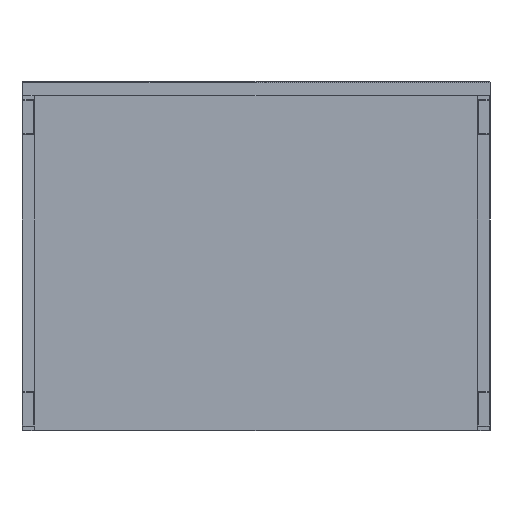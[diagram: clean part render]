
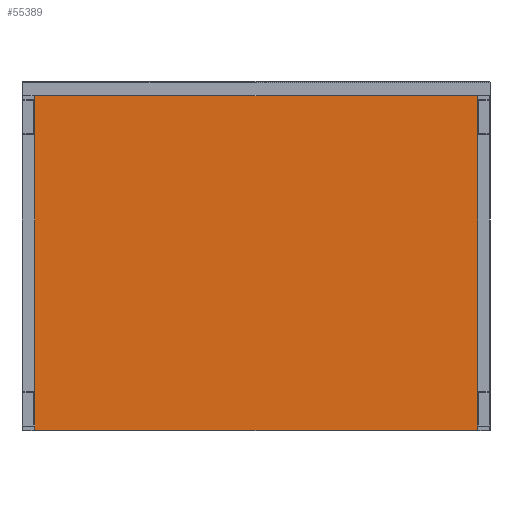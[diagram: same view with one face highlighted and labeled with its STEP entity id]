
A CAD part, front view. The second image highlights one B-rep face of the part: STEP entity #55389.
In plain terms, the highlighted planar face has unit normal (0, -1, 0).
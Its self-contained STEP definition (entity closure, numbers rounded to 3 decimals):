
#3023 = EDGE_CURVE ( 'NONE', #47071, #18211, #101660, .T. ) ;
#12552 = VERTEX_POINT ( 'NONE', #78364 ) ;
#15453 = CARTESIAN_POINT ( 'NONE',  ( 281.5, 0., 213.5 ) ) ;
#18211 = VERTEX_POINT ( 'NONE', #69060 ) ;
#21343 = VECTOR ( 'NONE', #52263, 1000. ) ;
#24717 = LINE ( 'NONE', #117067, #81245 ) ;
#26878 = LINE ( 'NONE', #15453, #21343 ) ;
#27024 = EDGE_LOOP ( 'NONE', ( #69885, #66990, #102552, #40167 ) ) ;
#30396 = CARTESIAN_POINT ( 'NONE',  ( 282., 0., -213. ) ) ;
#32097 = EDGE_CURVE ( 'NONE', #18211, #70381, #26878, .T. ) ;
#32598 = LINE ( 'NONE', #88701, #69321 ) ;
#40167 = ORIENTED_EDGE ( 'NONE', *, *, #84842, .T. ) ;
#47071 = VERTEX_POINT ( 'NONE', #99147 ) ;
#52263 = DIRECTION ( 'NONE',  ( 0., 0., 1. ) ) ;
#55389 = ADVANCED_FACE ( 'NONE', ( #117326 ), #90133, .T. ) ;
#61528 = DIRECTION ( 'NONE',  ( 0., 0., -1. ) ) ;
#66990 = ORIENTED_EDGE ( 'NONE', *, *, #32097, .T. ) ;
#69060 = CARTESIAN_POINT ( 'NONE',  ( 281.5, 0., -213. ) ) ;
#69321 = VECTOR ( 'NONE', #69420, 1000. ) ;
#69420 = DIRECTION ( 'NONE',  ( -1., 0., 0. ) ) ;
#69885 = ORIENTED_EDGE ( 'NONE', *, *, #3023, .T. ) ;
#70381 = VERTEX_POINT ( 'NONE', #83430 ) ;
#72631 = DIRECTION ( 'NONE',  ( 0., 0., -1. ) ) ;
#78364 = CARTESIAN_POINT ( 'NONE',  ( -281.5, 0., 213. ) ) ;
#81100 = CARTESIAN_POINT ( 'NONE',  ( 0., 0., 0. ) ) ;
#81245 = VECTOR ( 'NONE', #61528, 1000. ) ;
#83430 = CARTESIAN_POINT ( 'NONE',  ( 281.5, 0., 213. ) ) ;
#84842 = EDGE_CURVE ( 'NONE', #12552, #47071, #24717, .T. ) ;
#85257 = VECTOR ( 'NONE', #113125, 1000. ) ;
#88701 = CARTESIAN_POINT ( 'NONE',  ( -282., 0., 213. ) ) ;
#90133 = PLANE ( 'NONE',  #106353 ) ;
#99147 = CARTESIAN_POINT ( 'NONE',  ( -281.5, 0., -213. ) ) ;
#99793 = DIRECTION ( 'NONE',  ( 0., -1., 0. ) ) ;
#101185 = EDGE_CURVE ( 'NONE', #70381, #12552, #32598, .T. ) ;
#101660 = LINE ( 'NONE', #30396, #85257 ) ;
#102552 = ORIENTED_EDGE ( 'NONE', *, *, #101185, .T. ) ;
#106353 = AXIS2_PLACEMENT_3D ( 'NONE', #81100, #99793, #72631 ) ;
#113125 = DIRECTION ( 'NONE',  ( 1., 0., 0. ) ) ;
#117067 = CARTESIAN_POINT ( 'NONE',  ( -281.5, 0., -213.5 ) ) ;
#117326 = FACE_OUTER_BOUND ( 'NONE', #27024, .T. ) ;
